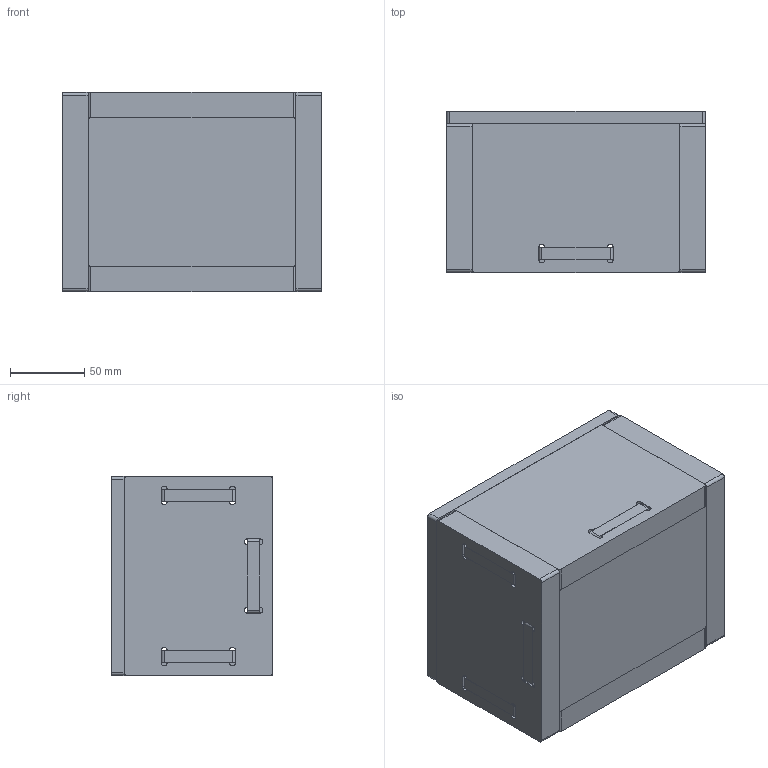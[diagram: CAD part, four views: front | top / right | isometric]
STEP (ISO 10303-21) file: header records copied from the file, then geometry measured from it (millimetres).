
FILE_DESCRIPTION(/* description */ (''),/* implementation_level */ '2;1');
FILE_NAME(/* name */ 'w7-box_assy.stp',/* time_stamp */ '2017-03-14T01:25:07-05:00',/* author */ ('diego'),/* organization */ (''),/* preprocessor_version */ 'ST-DEVELOPER v16.5',/* originating_system */ 'Autodesk Inventor 2017',/* authorisation */ '');
FILE_SCHEMA (('AUTOMOTIVE_DESIGN { 1 0 10303 214 3 1 1 }'));
Length unit declared in the file: millimetre
Products named in the file (5): w7-box_assy; w7-box_base; w7-box_lat; w7-box_front; w7-box_top
Assembly tree (6 placements, depth 2):
  w7-box_assy
    w7-box_base
    w7-box_lat  x2
    w7-box_front  x2
    w7-box_top
Bounding box: 174 x 108.5 x 134 mm (x, y, z)
Volume: 1453597.5 mm3; surface area: 259468.4 mm2
Topology: 6 solids, 6 shells, 193 faces, 554 edges, 388 vertices
Faces by surface type: plane 119, cylinder 74
Entity records: 4329 total; most frequent: CARTESIAN_POINT 758, DIRECTION 730, ORIENTED_EDGE 696, EDGE_CURVE 348, LINE 266, VECTOR 266, VERTEX_POINT 232, AXIS2_PLACEMENT_3D 232
